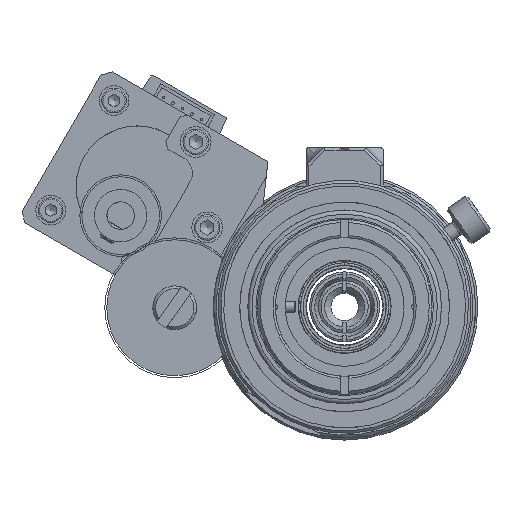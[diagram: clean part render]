
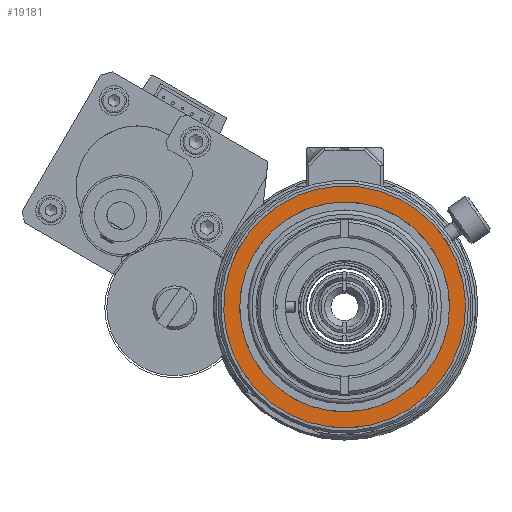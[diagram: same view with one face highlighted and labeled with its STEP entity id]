
A CAD part, left-side view. The second image highlights one B-rep face of the part: STEP entity #19181.
In plain terms, the highlighted face is planar.
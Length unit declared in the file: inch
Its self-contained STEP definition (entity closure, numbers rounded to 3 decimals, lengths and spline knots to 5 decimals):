
#3920=PLANE('',#20784);
#4704=CIRCLE('',#20783,0.75);
#4705=CIRCLE('',#20785,0.865);
#5584=FACE_BOUND('',#7773,.T.);
#6263=FACE_OUTER_BOUND('',#7772,.T.);
#7772=EDGE_LOOP('',(#14743));
#7773=EDGE_LOOP('',(#14744));
#9735=VERTEX_POINT('',#33593);
#9736=VERTEX_POINT('',#33596);
#11671=EDGE_CURVE('',#9735,#9735,#4704,.T.);
#11672=EDGE_CURVE('',#9736,#9736,#4705,.T.);
#14743=ORIENTED_EDGE('',*,*,#11672,.F.);
#14744=ORIENTED_EDGE('',*,*,#11671,.T.);
#19181=ADVANCED_FACE('',(#6263,#5584),#3920,.T.);
#20783=AXIS2_PLACEMENT_3D('',#33594,#23678,#23679);
#20784=AXIS2_PLACEMENT_3D('',#33595,#23680,#23681);
#20785=AXIS2_PLACEMENT_3D('',#33597,#23682,#23683);
#23678=DIRECTION('center_axis',(0.,1.,0.));
#23679=DIRECTION('ref_axis',(-1.,0.,0.));
#23680=DIRECTION('center_axis',(0.,-1.,0.));
#23681=DIRECTION('ref_axis',(0.,0.,-1.));
#23682=DIRECTION('center_axis',(0.,1.,0.));
#23683=DIRECTION('ref_axis',(-1.,0.,0.));
#33593=CARTESIAN_POINT('',(-0.75,0.45966,0.));
#33594=CARTESIAN_POINT('Origin',(0.,0.45966,0.));
#33595=CARTESIAN_POINT('Origin',(-0.8075,0.45966,0.));
#33596=CARTESIAN_POINT('',(-0.865,0.45966,0.));
#33597=CARTESIAN_POINT('Origin',(0.,0.45966,0.));
